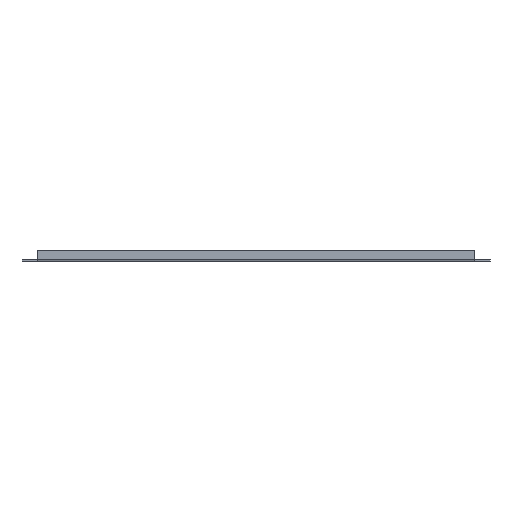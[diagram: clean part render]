
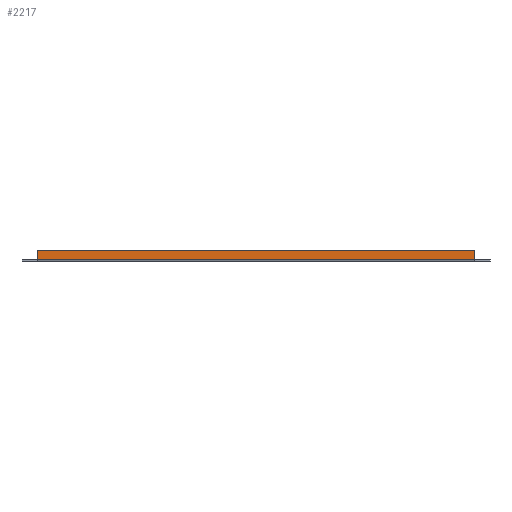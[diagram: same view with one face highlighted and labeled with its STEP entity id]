
A CAD part, left-side view. The second image highlights one B-rep face of the part: STEP entity #2217.
In plain terms, the highlighted planar face has unit normal (-1, 0, 0).
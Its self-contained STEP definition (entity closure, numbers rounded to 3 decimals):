
#306 = EDGE_CURVE ( 'NONE', #1827, #1895, #519, .T. ) ;
#333 = EDGE_CURVE ( 'NONE', #1916, #1895, #432, .T. ) ;
#335 = EDGE_CURVE ( 'NONE', #1916, #404, #431, .T. ) ;
#344 = EDGE_CURVE ( 'NONE', #404, #1827, #468, .T. ) ;
#404 = VERTEX_POINT ( 'NONE', #1577 ) ;
#413 = VECTOR ( 'NONE', #1752, 1000. ) ;
#431 = LINE ( 'NONE', #1747, #413 ) ;
#432 = LINE ( 'NONE', #1687, #505 ) ;
#435 = VECTOR ( 'NONE', #1701, 1000. ) ;
#468 = LINE ( 'NONE', #1712, #507 ) ;
#505 = VECTOR ( 'NONE', #1745, 1000. ) ;
#507 = VECTOR ( 'NONE', #1706, 1000. ) ;
#519 = LINE ( 'NONE', #1697, #435 ) ;
#614 = EDGE_LOOP ( 'NONE', ( #2143, #2085, #2120, #2072 ) ) ;
#878 = AXIS2_PLACEMENT_3D ( 'NONE', #1234, #1204, #1203 ) ;
#958 = FACE_OUTER_BOUND ( 'NONE', #614, .T. ) ;
#1203 = DIRECTION ( 'NONE',  ( 0., 0., -1. ) ) ;
#1204 = DIRECTION ( 'NONE',  ( 1., 0., 0. ) ) ;
#1214 = PLANE ( 'NONE',  #878 ) ;
#1234 = CARTESIAN_POINT ( 'NONE',  ( -825., -410., 2.5 ) ) ;
#1296 = CARTESIAN_POINT ( 'NONE',  ( -825., -410., 2.51 ) ) ;
#1311 = CARTESIAN_POINT ( 'NONE',  ( -825., 410., 20. ) ) ;
#1318 = CARTESIAN_POINT ( 'NONE',  ( -825., 410., 2.51 ) ) ;
#1577 = CARTESIAN_POINT ( 'NONE',  ( -825., -410., 20. ) ) ;
#1687 = CARTESIAN_POINT ( 'NONE',  ( -825., -410., 2.51 ) ) ;
#1697 = CARTESIAN_POINT ( 'NONE',  ( -825., 410., 2.5 ) ) ;
#1701 = DIRECTION ( 'NONE',  ( 0., 0., -1. ) ) ;
#1706 = DIRECTION ( 'NONE',  ( 0., 1., 0. ) ) ;
#1712 = CARTESIAN_POINT ( 'NONE',  ( -825., 410., 20. ) ) ;
#1745 = DIRECTION ( 'NONE',  ( 0., 1., 0. ) ) ;
#1747 = CARTESIAN_POINT ( 'NONE',  ( -825., -410., 20. ) ) ;
#1752 = DIRECTION ( 'NONE',  ( 0., 0., 1. ) ) ;
#1827 = VERTEX_POINT ( 'NONE', #1311 ) ;
#1895 = VERTEX_POINT ( 'NONE', #1318 ) ;
#1916 = VERTEX_POINT ( 'NONE', #1296 ) ;
#2072 = ORIENTED_EDGE ( 'NONE', *, *, #306, .T. ) ;
#2085 = ORIENTED_EDGE ( 'NONE', *, *, #335, .T. ) ;
#2120 = ORIENTED_EDGE ( 'NONE', *, *, #344, .T. ) ;
#2143 = ORIENTED_EDGE ( 'NONE', *, *, #333, .F. ) ;
#2217 = ADVANCED_FACE ( 'NONE', ( #958 ), #1214, .F. ) ;
